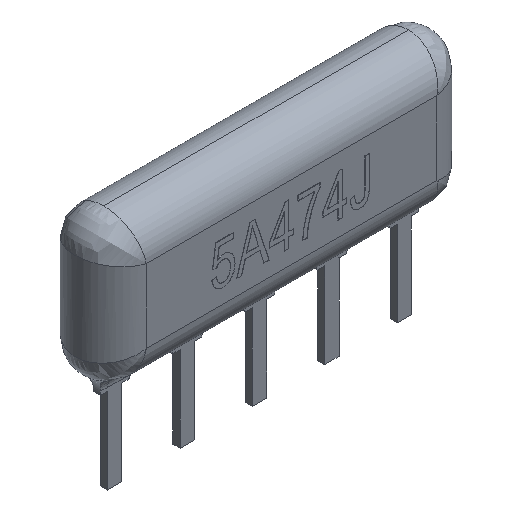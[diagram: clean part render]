
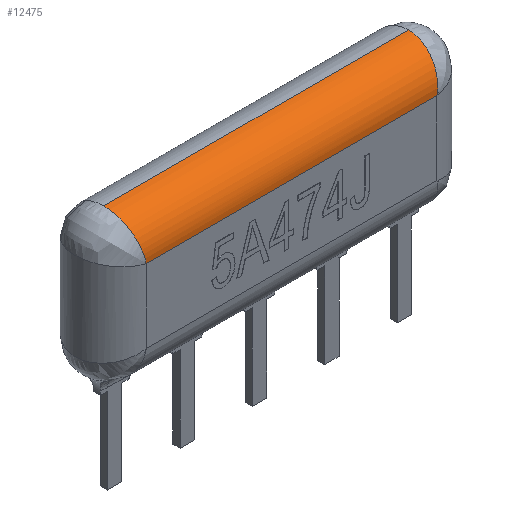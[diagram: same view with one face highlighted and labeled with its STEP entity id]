
A CAD part, isometric view. The second image highlights one B-rep face of the part: STEP entity #12475.
In plain terms, the highlighted cylindrical face has radius 1.25 mm (diameter 2.5 mm), a partial arc.
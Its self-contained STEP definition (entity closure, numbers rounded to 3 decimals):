
#441 = CARTESIAN_POINT ( 'NONE',  ( -0.174, -0.99, 5.148 ) ) ;
#577 = VECTOR ( 'NONE', #12609, 1000. ) ;
#764 = CARTESIAN_POINT ( 'NONE',  ( 10.268, -1.171, 4.818 ) ) ;
#815 = CARTESIAN_POINT ( 'NONE',  ( 10.355, -0.892, 5.256 ) ) ;
#959 = EDGE_LOOP ( 'NONE', ( #11983, #3280, #5821, #5262 ) ) ;
#1364 = CARTESIAN_POINT ( 'NONE',  ( -0.27, -0.155, 5.63 ) ) ;
#1446 = CARTESIAN_POINT ( 'NONE',  ( -0.264, -0.314, 5.601 ) ) ;
#1496 = CARTESIAN_POINT ( 'NONE',  ( -0.145, -1.084, 5.005 ) ) ;
#1532 = FACE_OUTER_BOUND ( 'NONE', #959, .T. ) ;
#1692 = CARTESIAN_POINT ( 'NONE',  ( 10.43, 0., 5.63 ) ) ;
#1828 = CARTESIAN_POINT ( 'NONE',  ( 10.271, -1.165, 4.834 ) ) ;
#1871 = CARTESIAN_POINT ( 'NONE',  ( 10.399, -0.618, 5.479 ) ) ;
#1926 = CARTESIAN_POINT ( 'NONE',  ( 11.43, 0., 5.63 ) ) ;
#2354 = B_SPLINE_CURVE_WITH_KNOTS ( 'NONE', 3,
 ( #8682, #1364, #1446, #8756, #2513, #9832, #3553, #10905, #4607, #11957, #5635, #13021, #6701, #441, #7736, #1496, #8805, #2550, #9873, #3604, #10951, #4639, #12008, #5683, #13063, #6746 ),
 .UNSPECIFIED., .F., .F.,
 ( 4, 2, 2, 2, 1, 2, 2, 2, 2, 1, 1, 1, 2, 2, 4 ),
 ( 0.5, 0.625, 0.687, 0.719, 0.734, 0.742, 0.75, 0.812, 0.844, 0.859, 0.867, 0.871, 0.873, 0.875, 1. ),
 .UNSPECIFIED. ) ;
#2491 = CARTESIAN_POINT ( 'NONE',  ( 11.43, -1.25, 4.38 ) ) ;
#2513 = CARTESIAN_POINT ( 'NONE',  ( -0.238, -0.616, 5.471 ) ) ;
#2550 = CARTESIAN_POINT ( 'NONE',  ( -0.127, -1.13, 4.915 ) ) ;
#2858 = CARTESIAN_POINT ( 'NONE',  ( 10.201, -1.25, 4.484 ) ) ;
#2899 = CARTESIAN_POINT ( 'NONE',  ( 10.271, -1.163, 4.837 ) ) ;
#2946 = CARTESIAN_POINT ( 'NONE',  ( 10.43, -0.155, 5.63 ) ) ;
#3280 = ORIENTED_EDGE ( 'NONE', *, *, #11202, .T. ) ;
#3362 = B_SPLINE_CURVE_WITH_KNOTS ( 'NONE', 3,
 ( #11302, #2858, #4930, #12305, #5964, #13358, #7040, #764, #8080, #1828, #9152, #2899, #10214, #3942, #11283, #4967, #12356, #6010, #13399, #7086, #815, #8131, #1871, #9207, #2946, #10259 ),
 .UNSPECIFIED., .F., .F.,
 ( 4, 2, 2, 1, 1, 1, 2, 2, 2, 2, 1, 2, 2, 2, 4 ),
 ( 0., 0.062, 0.094, 0.109, 0.117, 0.121, 0.123, 0.125, 0.187, 0.219, 0.234, 0.242, 0.25, 0.375, 0.5 ),
 .UNSPECIFIED. ) ;
#3553 = CARTESIAN_POINT ( 'NONE',  ( -0.219, -0.755, 5.377 ) ) ;
#3604 = CARTESIAN_POINT ( 'NONE',  ( -0.116, -1.155, 4.859 ) ) ;
#3657 = CARTESIAN_POINT ( 'NONE',  ( 11.43, 0., 4.38 ) ) ;
#3942 = CARTESIAN_POINT ( 'NONE',  ( 10.305, -1.085, 5.007 ) ) ;
#4032 = DIRECTION ( 'NONE',  ( -1., 0., 0. ) ) ;
#4607 = CARTESIAN_POINT ( 'NONE',  ( -0.207, -0.829, 5.316 ) ) ;
#4639 = CARTESIAN_POINT ( 'NONE',  ( -0.113, -1.16, 4.846 ) ) ;
#4828 = LINE ( 'NONE', #1926, #12915 ) ;
#4930 = CARTESIAN_POINT ( 'NONE',  ( 10.219, -1.237, 4.576 ) ) ;
#4967 = CARTESIAN_POINT ( 'NONE',  ( 10.333, -0.989, 5.146 ) ) ;
#5262 = ORIENTED_EDGE ( 'NONE', *, *, #8781, .T. ) ;
#5460 = CYLINDRICAL_SURFACE ( 'NONE', #7348, 1.25 ) ;
#5539 = VERTEX_POINT ( 'NONE', #12015 ) ;
#5635 = CARTESIAN_POINT ( 'NONE',  ( -0.2, -0.869, 5.279 ) ) ;
#5683 = CARTESIAN_POINT ( 'NONE',  ( -0.092, -1.201, 4.742 ) ) ;
#5737 = DIRECTION ( 'NONE',  ( -1., 0., 0. ) ) ;
#5821 = ORIENTED_EDGE ( 'NONE', *, *, #11412, .T. ) ;
#5848 = VERTEX_POINT ( 'NONE', #1692 ) ;
#5964 = CARTESIAN_POINT ( 'NONE',  ( 10.249, -1.202, 4.725 ) ) ;
#6010 = CARTESIAN_POINT ( 'NONE',  ( 10.347, -0.931, 5.215 ) ) ;
#6245 = CARTESIAN_POINT ( 'NONE',  ( -0.02, -1.25, 4.38 ) ) ;
#6701 = CARTESIAN_POINT ( 'NONE',  ( -0.186, -0.938, 5.21 ) ) ;
#6746 = CARTESIAN_POINT ( 'NONE',  ( -0.02, -1.25, 4.38 ) ) ;
#7040 = CARTESIAN_POINT ( 'NONE',  ( 10.263, -1.179, 4.794 ) ) ;
#7086 = CARTESIAN_POINT ( 'NONE',  ( 10.354, -0.897, 5.25 ) ) ;
#7348 = AXIS2_PLACEMENT_3D ( 'NONE', #3657, #5737, #9971 ) ;
#7736 = CARTESIAN_POINT ( 'NONE',  ( -0.152, -1.061, 5.042 ) ) ;
#8080 = CARTESIAN_POINT ( 'NONE',  ( 10.27, -1.166, 4.829 ) ) ;
#8131 = CARTESIAN_POINT ( 'NONE',  ( 10.381, -0.762, 5.386 ) ) ;
#8608 = LINE ( 'NONE', #2491, #577 ) ;
#8682 = CARTESIAN_POINT ( 'NONE',  ( -0.27, 0., 5.63 ) ) ;
#8756 = CARTESIAN_POINT ( 'NONE',  ( -0.246, -0.542, 5.509 ) ) ;
#8781 = EDGE_CURVE ( 'NONE', #9704, #13438, #8608, .T. ) ;
#8805 = CARTESIAN_POINT ( 'NONE',  ( -0.133, -1.115, 4.945 ) ) ;
#9152 = CARTESIAN_POINT ( 'NONE',  ( 10.271, -1.163, 4.837 ) ) ;
#9207 = CARTESIAN_POINT ( 'NONE',  ( 10.424, -0.314, 5.601 ) ) ;
#9704 = VERTEX_POINT ( 'NONE', #6245 ) ;
#9832 = CARTESIAN_POINT ( 'NONE',  ( -0.224, -0.721, 5.402 ) ) ;
#9873 = CARTESIAN_POINT ( 'NONE',  ( -0.12, -1.147, 4.878 ) ) ;
#9971 = DIRECTION ( 'NONE',  ( 0., 0., 1. ) ) ;
#10214 = CARTESIAN_POINT ( 'NONE',  ( 10.289, -1.128, 4.927 ) ) ;
#10259 = CARTESIAN_POINT ( 'NONE',  ( 10.43, 0., 5.63 ) ) ;
#10905 = CARTESIAN_POINT ( 'NONE',  ( -0.211, -0.805, 5.337 ) ) ;
#10951 = CARTESIAN_POINT ( 'NONE',  ( -0.114, -1.158, 4.851 ) ) ;
#11202 = EDGE_CURVE ( 'NONE', #5848, #5539, #4828, .T. ) ;
#11218 = CARTESIAN_POINT ( 'NONE',  ( 10.18, -1.25, 4.38 ) ) ;
#11283 = CARTESIAN_POINT ( 'NONE',  ( 10.326, -1.014, 5.113 ) ) ;
#11302 = CARTESIAN_POINT ( 'NONE',  ( 10.18, -1.25, 4.38 ) ) ;
#11412 = EDGE_CURVE ( 'NONE', #5539, #9704, #2354, .T. ) ;
#11957 = CARTESIAN_POINT ( 'NONE',  ( -0.203, -0.853, 5.294 ) ) ;
#11983 = ORIENTED_EDGE ( 'NONE', *, *, #13515, .T. ) ;
#12008 = CARTESIAN_POINT ( 'NONE',  ( -0.112, -1.162, 4.842 ) ) ;
#12015 = CARTESIAN_POINT ( 'NONE',  ( -0.27, 0., 5.63 ) ) ;
#12305 = CARTESIAN_POINT ( 'NONE',  ( 10.242, -1.211, 4.691 ) ) ;
#12356 = CARTESIAN_POINT ( 'NONE',  ( 10.342, -0.95, 5.192 ) ) ;
#12475 = ADVANCED_FACE ( 'NONE', ( #1532 ), #5460, .T. ) ;
#12609 = DIRECTION ( 'NONE',  ( 1., 0., 0. ) ) ;
#12915 = VECTOR ( 'NONE', #4032, 1000. ) ;
#13021 = CARTESIAN_POINT ( 'NONE',  ( -0.198, -0.877, 5.271 ) ) ;
#13063 = CARTESIAN_POINT ( 'NONE',  ( -0.062, -1.25, 4.589 ) ) ;
#13358 = CARTESIAN_POINT ( 'NONE',  ( 10.258, -1.187, 4.772 ) ) ;
#13399 = CARTESIAN_POINT ( 'NONE',  ( 10.351, -0.911, 5.236 ) ) ;
#13438 = VERTEX_POINT ( 'NONE', #11218 ) ;
#13515 = EDGE_CURVE ( 'NONE', #13438, #5848, #3362, .T. ) ;
